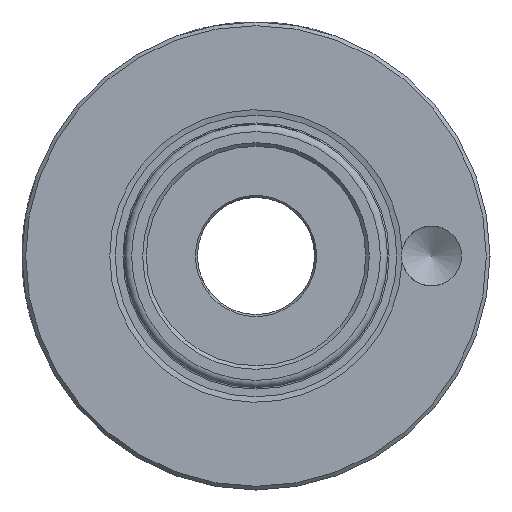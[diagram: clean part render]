
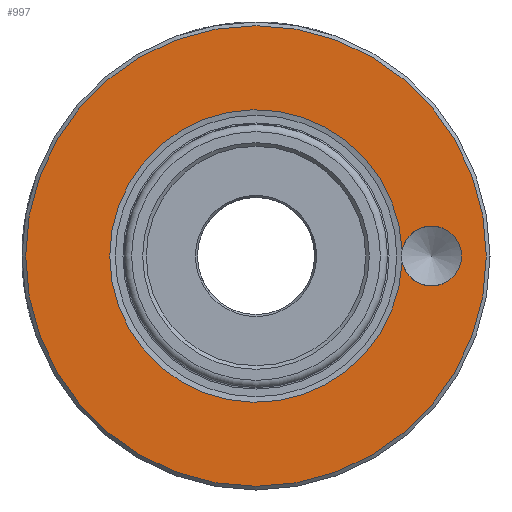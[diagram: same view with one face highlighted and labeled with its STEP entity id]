
A CAD part, left-side view. The second image highlights one B-rep face of the part: STEP entity #997.
In plain terms, the highlighted planar face has unit normal (-1, 0, 0).
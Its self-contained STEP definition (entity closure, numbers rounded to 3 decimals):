
#86=FACE_BOUND('',#198,.T.);
#98=PLANE('',#1163);
#131=FACE_OUTER_BOUND('',#197,.T.);
#197=EDGE_LOOP('',(#745));
#198=EDGE_LOOP('',(#746,#747,#748));
#372=CIRCLE('',#1147,4.1);
#374=CIRCLE('',#1149,4.1);
#376=CIRCLE('',#1153,20.);
#380=CIRCLE('',#1159,31.5);
#442=VERTEX_POINT('',#1698);
#444=VERTEX_POINT('',#1704);
#446=VERTEX_POINT('',#1709);
#452=VERTEX_POINT('',#1732);
#547=EDGE_CURVE('',#444,#442,#372,.T.);
#550=EDGE_CURVE('',#446,#444,#374,.T.);
#555=EDGE_CURVE('',#442,#446,#376,.T.);
#561=EDGE_CURVE('',#452,#452,#380,.T.);
#745=ORIENTED_EDGE('',*,*,#561,.F.);
#746=ORIENTED_EDGE('',*,*,#550,.T.);
#747=ORIENTED_EDGE('',*,*,#547,.T.);
#748=ORIENTED_EDGE('',*,*,#555,.T.);
#997=ADVANCED_FACE('',(#131,#86),#98,.T.);
#1147=AXIS2_PLACEMENT_3D('',#1705,#1311,#1312);
#1149=AXIS2_PLACEMENT_3D('',#1710,#1316,#1317);
#1153=AXIS2_PLACEMENT_3D('',#1722,#1326,#1327);
#1159=AXIS2_PLACEMENT_3D('',#1734,#1340,#1341);
#1163=AXIS2_PLACEMENT_3D('',#1819,#1349,#1350);
#1311=DIRECTION('center_axis',(1.,0.,0.));
#1312=DIRECTION('ref_axis',(0.,1.,0.));
#1316=DIRECTION('center_axis',(1.,0.,0.));
#1317=DIRECTION('ref_axis',(0.,1.,0.));
#1326=DIRECTION('center_axis',(1.,0.,0.));
#1327=DIRECTION('ref_axis',(0.,0.,-1.));
#1340=DIRECTION('center_axis',(1.,0.,0.));
#1341=DIRECTION('ref_axis',(0.,-1.,0.));
#1349=DIRECTION('center_axis',(-1.,0.,0.));
#1350=DIRECTION('ref_axis',(0.,0.,1.));
#1698=CARTESIAN_POINT('',(40.,-19.983,-0.821));
#1704=CARTESIAN_POINT('',(40.,-28.1,0.));
#1705=CARTESIAN_POINT('Origin',(40.,-24.,0.));
#1709=CARTESIAN_POINT('',(40.,-19.983,0.821));
#1710=CARTESIAN_POINT('Origin',(40.,-24.,0.));
#1722=CARTESIAN_POINT('Origin',(40.,0.,0.));
#1732=CARTESIAN_POINT('',(40.,31.5,0.));
#1734=CARTESIAN_POINT('Origin',(40.,0.,0.));
#1819=CARTESIAN_POINT('Origin',(40.,32.,0.));
